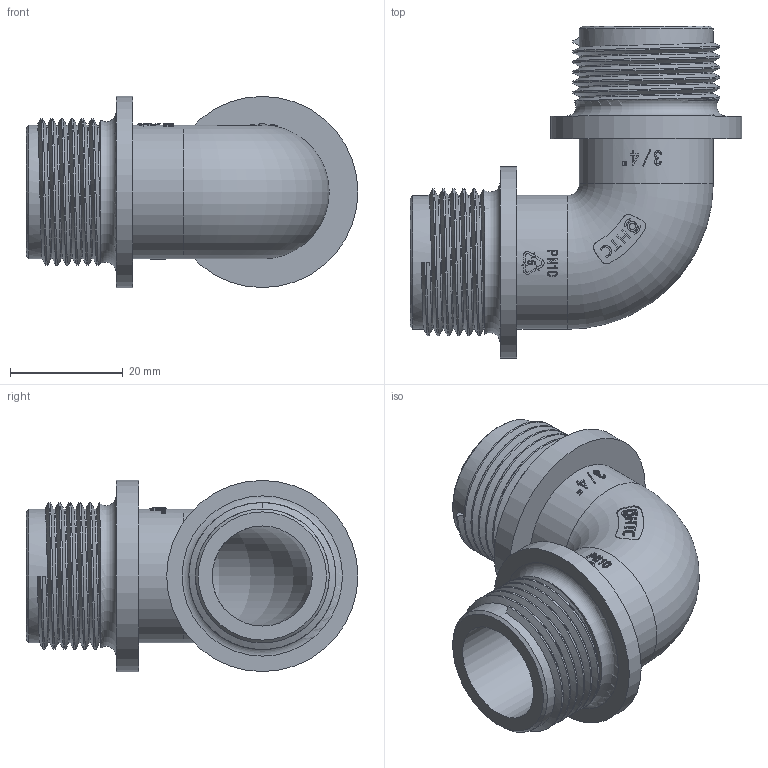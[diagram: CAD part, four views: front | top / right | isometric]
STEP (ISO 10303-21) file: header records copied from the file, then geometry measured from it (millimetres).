
FILE_DESCRIPTION(/* description */ (''),/* implementation_level */ '2;1');
FILE_NAME(/* name */ '3-4.stp',/* time_stamp */ '2025-02-14T16:17:49+08:00',/* author */ (''),/* organization */ (''),/* preprocessor_version */ 'ST-DEVELOPER v16.7',/* originating_system */ 'SIEMENS PLM Software NX 12.0',/* authorisation */ '');
FILE_SCHEMA (('AUTOMOTIVE_DESIGN { 1 0 10303 214 3 1 1 1 }'));
Length unit declared in the file: millimetre
Products named in the file (1): Admi6140B10Emkru
Bounding box: 59 x 59 x 34 mm (x, y, z)
Volume: 20027.2 mm3; surface area: 13911.8 mm2
Topology: 1 solids, 1 shells, 468 faces, 1346 edges, 906 vertices
Faces by surface type: plane 337, extrusion 64, cylinder 49, torus 12, bspline 4, cone 2
Full cylindrical faces by diameter (mm): 1.148 x1, 1.732 x1, 17.8 x2, 23.8 x12, 34 x2
Entity records: 21699 total; most frequent: CARTESIAN_POINT 7126, ORIENTED_EDGE 2610, DIRECTION 2459, EDGE_CURVE 1305, AXIS2_PLACEMENT_3D 968, VERTEX_POINT 893, VECTOR 523, EDGE_LOOP 504
